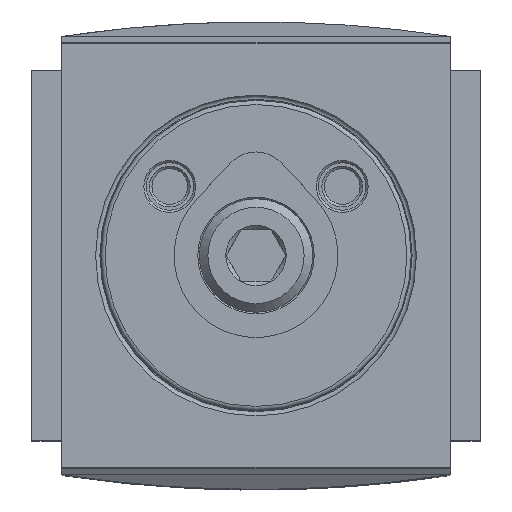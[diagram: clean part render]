
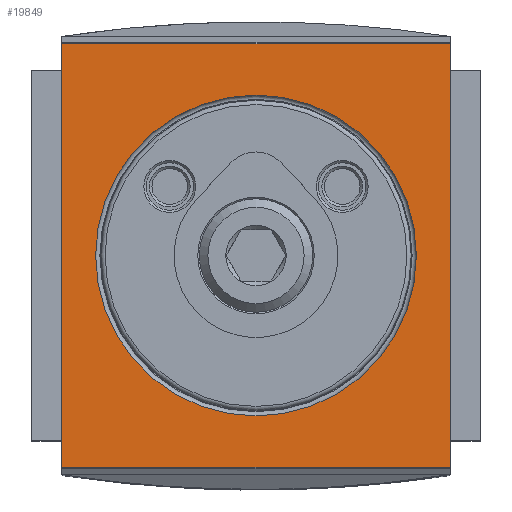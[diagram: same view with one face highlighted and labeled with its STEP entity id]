
A CAD part, top view. The second image highlights one B-rep face of the part: STEP entity #19849.
In plain terms, the highlighted planar face has unit normal (0, 0, 1).
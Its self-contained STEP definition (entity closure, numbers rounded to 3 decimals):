
#19664=CARTESIAN_POINT('',(22.5,24.573,33.8));
#19665=VERTEX_POINT('',#19664);
#19675=CARTESIAN_POINT('',(22.5,-24.546,33.8));
#19676=VERTEX_POINT('',#19675);
#19677=CARTESIAN_POINT('',(22.5,24.573,33.8));
#19678=DIRECTION('',(0.0,-1.0,0.0));
#19679=VECTOR('',#19678,49.119);
#19680=LINE('',#19677,#19679);
#19681=EDGE_CURVE('',#19665,#19676,#19680,.T.);
#19768=CARTESIAN_POINT('',(-22.5,-24.546,33.8));
#19769=VERTEX_POINT('',#19768);
#19779=CARTESIAN_POINT('',(22.5,-24.546,33.8));
#19780=DIRECTION('',(-1.0,0.0,0.0));
#19781=VECTOR('',#19780,45.0);
#19782=LINE('',#19779,#19781);
#19783=EDGE_CURVE('',#19676,#19769,#19782,.T.);
#19793=CARTESIAN_POINT('',(-22.5,24.573,33.8));
#19794=VERTEX_POINT('',#19793);
#19813=CARTESIAN_POINT('',(-22.5,-24.546,33.8));
#19814=DIRECTION('',(0.0,1.0,0.0));
#19815=VECTOR('',#19814,49.119);
#19816=LINE('',#19813,#19815);
#19817=EDGE_CURVE('',#19769,#19794,#19816,.T.);
#19822=CARTESIAN_POINT('',(0.,0.,33.8));
#19823=DIRECTION('',(0.0,0.0,-1.0));
#19824=DIRECTION('',(1.0,0.0,0.0));
#19825=AXIS2_PLACEMENT_3D('',#19822,#19823,#19824);
#19826=PLANE('',#19825);
#19827=CARTESIAN_POINT('',(-22.5,24.573,33.8));
#19828=DIRECTION('',(1.0,0.0,0.0));
#19829=VECTOR('',#19828,45.0);
#19830=LINE('',#19827,#19829);
#19831=EDGE_CURVE('',#19794,#19665,#19830,.T.);
#19832=ORIENTED_EDGE('',*,*,#19831,.F.);
#19833=ORIENTED_EDGE('',*,*,#19817,.F.);
#19834=ORIENTED_EDGE('',*,*,#19783,.F.);
#19835=ORIENTED_EDGE('',*,*,#19681,.F.);
#19836=EDGE_LOOP('',(#19832,#19833,#19834,#19835));
#19837=FACE_OUTER_BOUND('',#19836,.T.);
#19838=CARTESIAN_POINT('',(0.,-18.6,33.8));
#19839=VERTEX_POINT('',#19838);
#19840=CARTESIAN_POINT('',(0.,0.,33.8));
#19841=DIRECTION('',(0.0,0.0,-1.0));
#19842=DIRECTION('',(0.0,1.0,0.0));
#19843=AXIS2_PLACEMENT_3D('',#19840,#19841,#19842);
#19844=CIRCLE('',#19843,18.6);
#19845=EDGE_CURVE('',#19839,#19839,#19844,.T.);
#19846=ORIENTED_EDGE('',*,*,#19845,.T.);
#19847=EDGE_LOOP('',(#19846));
#19848=FACE_BOUND('',#19847,.T.);
#19849=ADVANCED_FACE('',(#19837,#19848),#19826,.F.);
